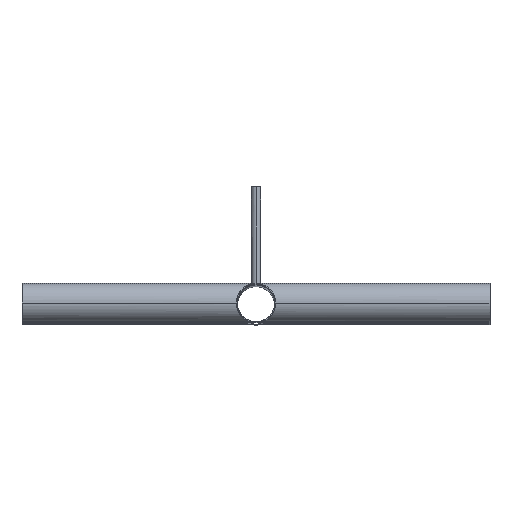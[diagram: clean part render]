
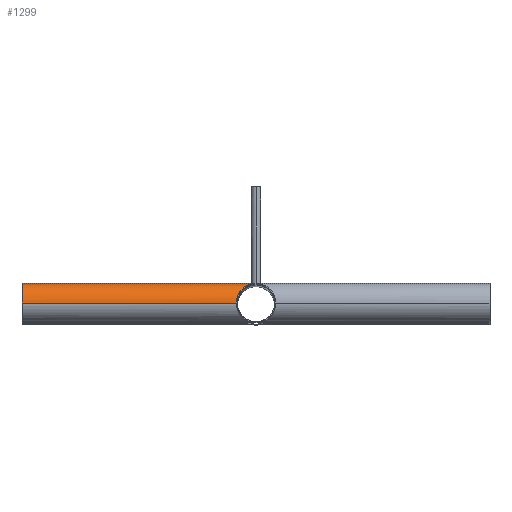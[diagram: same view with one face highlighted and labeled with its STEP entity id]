
A CAD part, top view. The second image highlights one B-rep face of the part: STEP entity #1299.
In plain terms, the highlighted cylindrical face has radius 16.85 mm (diameter 33.7 mm), a partial arc.
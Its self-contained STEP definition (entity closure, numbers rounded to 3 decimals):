
#11 = CARTESIAN_POINT ( 'NONE',  ( -200., 0., 1132. ) ) ;
#97 = CARTESIAN_POINT ( 'NONE',  ( 0., 16.85, 1132. ) ) ;
#110 = CARTESIAN_POINT ( 'NONE',  ( -200., 0., 1148.85 ) ) ;
#122 = EDGE_LOOP ( 'NONE', ( #1991, #1783, #2445, #1813, #871 ) ) ;
#284 = CARTESIAN_POINT ( 'NONE',  ( -16.85, 0., 1148.85 ) ) ;
#444 = VERTEX_POINT ( 'NONE', #888 ) ;
#548 = CARTESIAN_POINT ( 'NONE',  ( 0., 16.85, 1132. ) ) ;
#564 = VECTOR ( 'NONE', #1294, 1000. ) ;
#591 = CARTESIAN_POINT ( 'NONE',  ( -9.871, 16.85, 1122.129 ) ) ;
#609 = AXIS2_PLACEMENT_3D ( 'NONE', #11, #1018, #1792 ) ;
#619 = CARTESIAN_POINT ( 'NONE',  ( -16.85, 9.871, 1115.15 ) ) ;
#684 = CARTESIAN_POINT ( 'NONE',  ( -16.85, 9.871, 1148.85 ) ) ;
#798 = CYLINDRICAL_SURFACE ( 'NONE', #1210, 16.85 ) ;
#853 = CARTESIAN_POINT ( 'NONE',  ( -200., 0., 1115.15 ) ) ;
#871 = ORIENTED_EDGE ( 'NONE', *, *, #1954, .F. ) ;
#888 = CARTESIAN_POINT ( 'NONE',  ( -200., 0., 1148.85 ) ) ;
#985 = CARTESIAN_POINT ( 'NONE',  ( -16.85, 0., 1115.15 ) ) ;
#1018 = DIRECTION ( 'NONE',  ( -1., 0., 0. ) ) ;
#1021 = CARTESIAN_POINT ( 'NONE',  ( -200., 0., 1132. ) ) ;
#1041 = VERTEX_POINT ( 'NONE', #853 ) ;
#1113 = CARTESIAN_POINT ( 'NONE',  ( -16.85, 0., 1115.15 ) ) ;
#1126 =( BOUNDED_CURVE ( )  B_SPLINE_CURVE ( 3, ( #2180, #591, #619, #985 ),
 .UNSPECIFIED., .F., .T. ) 
 B_SPLINE_CURVE_WITH_KNOTS ( ( 4, 4 ),
 ( 4.712, 6.283 ),
 .UNSPECIFIED. ) 
 CURVE ( )  GEOMETRIC_REPRESENTATION_ITEM ( )  RATIONAL_B_SPLINE_CURVE ( ( 1., 0.805, 0.805, 1. ) ) 
 REPRESENTATION_ITEM ( '' )  );
#1210 = AXIS2_PLACEMENT_3D ( 'NONE', #1021, #1631, #2425 ) ;
#1294 = DIRECTION ( 'NONE',  ( 1., 0., 0. ) ) ;
#1299 = ADVANCED_FACE ( 'NONE', ( #1578 ), #798, .T. ) ;
#1370 = EDGE_CURVE ( 'NONE', #2429, #1802, #1126, .T. ) ;
#1427 = EDGE_CURVE ( 'NONE', #1768, #2429, #2467, .T. ) ;
#1578 = FACE_OUTER_BOUND ( 'NONE', #122, .T. ) ;
#1606 = EDGE_CURVE ( 'NONE', #444, #1041, #1620, .T. ) ;
#1620 = CIRCLE ( 'NONE', #609, 16.85 ) ;
#1631 = DIRECTION ( 'NONE',  ( 1., 0., 0. ) ) ;
#1768 = VERTEX_POINT ( 'NONE', #2283 ) ;
#1783 = ORIENTED_EDGE ( 'NONE', *, *, #1822, .T. ) ;
#1792 = DIRECTION ( 'NONE',  ( 0., 0., 1. ) ) ;
#1802 = VERTEX_POINT ( 'NONE', #1113 ) ;
#1813 = ORIENTED_EDGE ( 'NONE', *, *, #1370, .T. ) ;
#1814 = CARTESIAN_POINT ( 'NONE',  ( -200., 0., 1115.15 ) ) ;
#1822 = EDGE_CURVE ( 'NONE', #444, #1768, #2316, .T. ) ;
#1853 = VECTOR ( 'NONE', #2218, 1000. ) ;
#1871 = CARTESIAN_POINT ( 'NONE',  ( -9.871, 16.85, 1141.871 ) ) ;
#1954 = EDGE_CURVE ( 'NONE', #1041, #1802, #2009, .T. ) ;
#1991 = ORIENTED_EDGE ( 'NONE', *, *, #1606, .F. ) ;
#2009 = LINE ( 'NONE', #1814, #1853 ) ;
#2180 = CARTESIAN_POINT ( 'NONE',  ( 0., 16.85, 1132. ) ) ;
#2218 = DIRECTION ( 'NONE',  ( 1., 0., 0. ) ) ;
#2283 = CARTESIAN_POINT ( 'NONE',  ( -16.85, 0., 1148.85 ) ) ;
#2316 = LINE ( 'NONE', #110, #564 ) ;
#2425 = DIRECTION ( 'NONE',  ( 0., 0., -1. ) ) ;
#2429 = VERTEX_POINT ( 'NONE', #548 ) ;
#2445 = ORIENTED_EDGE ( 'NONE', *, *, #1427, .T. ) ;
#2467 =( BOUNDED_CURVE ( )  B_SPLINE_CURVE ( 3, ( #284, #684, #1871, #97 ),
 .UNSPECIFIED., .F., .F. ) 
 B_SPLINE_CURVE_WITH_KNOTS ( ( 4, 4 ),
 ( 3.142, 4.712 ),
 .UNSPECIFIED. ) 
 CURVE ( )  GEOMETRIC_REPRESENTATION_ITEM ( )  RATIONAL_B_SPLINE_CURVE ( ( 1., 0.805, 0.805, 1. ) ) 
 REPRESENTATION_ITEM ( '' )  );
